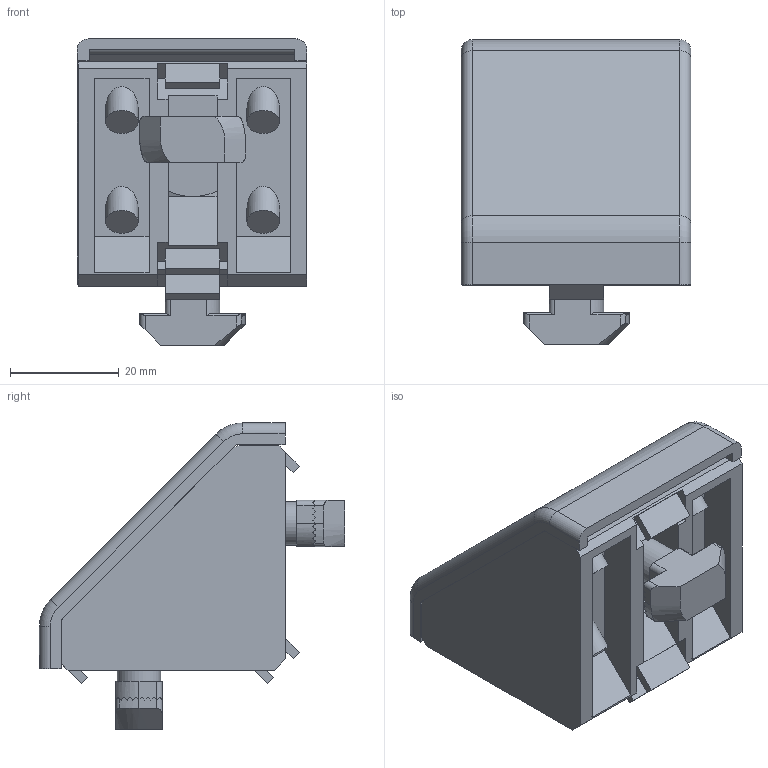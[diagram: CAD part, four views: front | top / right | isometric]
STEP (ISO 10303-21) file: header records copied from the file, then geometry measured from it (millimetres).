
FILE_DESCRIPTION(/* description */ (''),/* implementation_level */ '2;1');
FILE_NAME(/* name */ '1025386.stp',/* time_stamp */ '2024-08-19T12:30:55+02:00',/* author */ ('Bo'),/* organization */ (''),/* preprocessor_version */ 'ST-DEVELOPER v20',/* originating_system */ 'Autodesk Inventor 2025',/* authorisation */ ' ');
FILE_SCHEMA (('AUTOMOTIVE_DESIGN { 1 0 10303 214 3 1 1 }'));
Length unit declared in the file: millimetre
Products named in the file (7): 1025386; 1025386-1; 1025386-2; 1025386-3; 1025386-4; 1025386-5; 1024344
Assembly tree (6 placements, depth 2):
  1025386
    1025386-1
    1025386-2
    1025386-3
    1025386-4
    1025386-5
    1024344
Bounding box: 42.2 x 56.1 x 56.29 mm (x, y, z)
Volume: 34118.6 mm3; surface area: 25868.9 mm2
Topology: 6 solids, 6 shells, 370 faces, 990 edges, 650 vertices
Faces by surface type: plane 255, cylinder 91, cone 14, bspline 4, torus 4, sphere 2
Full cylindrical faces by diameter (mm): 6 x8, 6.647 x2, 8 x2, 21 x2
Entity records: 13071 total; most frequent: CARTESIAN_POINT 3497, ORIENTED_EDGE 1980, DIRECTION 1890, EDGE_CURVE 990, LINE 664, VECTOR 664, VERTEX_POINT 650, AXIS2_PLACEMENT_3D 613
